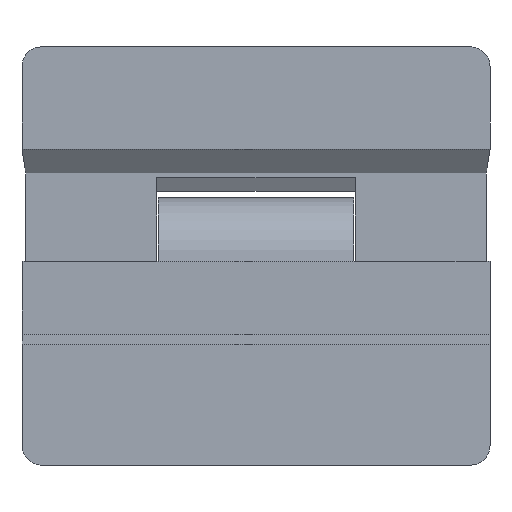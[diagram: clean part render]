
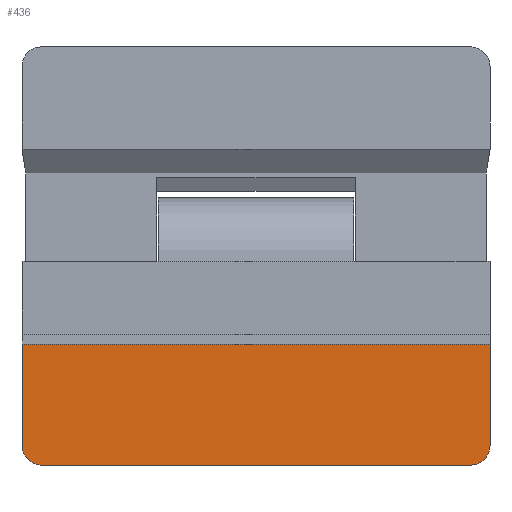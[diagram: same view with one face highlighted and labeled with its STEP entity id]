
A CAD part, front view. The second image highlights one B-rep face of the part: STEP entity #436.
In plain terms, the highlighted planar face has unit normal (0, -1, 0).
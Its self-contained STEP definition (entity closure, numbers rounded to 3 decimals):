
#65 = VERTEX_POINT ( 'NONE', #2480 ) ;
#425 = EDGE_CURVE ( 'NONE', #426, #427, #1653, .T. ) ;
#426 = VERTEX_POINT ( 'NONE', #1645 ) ;
#427 = VERTEX_POINT ( 'NONE', #1644 ) ;
#436 = ADVANCED_FACE ( 'NONE', ( #1722 ), #1731, .F. ) ;
#437 = EDGE_LOOP ( 'NONE', ( #438, #441, #483, #486, #446, #448 ) ) ;
#438 = ORIENTED_EDGE ( 'NONE', *, *, #439, .T. ) ;
#439 = EDGE_CURVE ( 'NONE', #427, #440, #1707, .T. ) ;
#440 = VERTEX_POINT ( 'NONE', #1740 ) ;
#441 = ORIENTED_EDGE ( 'NONE', *, *, #442, .T. ) ;
#442 = EDGE_CURVE ( 'NONE', #440, #65, #1692, .T. ) ;
#446 = ORIENTED_EDGE ( 'NONE', *, *, #447, .F. ) ;
#447 = EDGE_CURVE ( 'NONE', #426, #488, #1727, .T. ) ;
#448 = ORIENTED_EDGE ( 'NONE', *, *, #425, .T. ) ;
#483 = ORIENTED_EDGE ( 'NONE', *, *, #484, .F. ) ;
#484 = EDGE_CURVE ( 'NONE', #485, #65, #1842, .T. ) ;
#485 = VERTEX_POINT ( 'NONE', #1838 ) ;
#486 = ORIENTED_EDGE ( 'NONE', *, *, #487, .T. ) ;
#487 = EDGE_CURVE ( 'NONE', #485, #488, #1836, .T. ) ;
#488 = VERTEX_POINT ( 'NONE', #1837 ) ;
#1644 = CARTESIAN_POINT ( 'NONE',  ( -24., 4.7, -8.5 ) ) ;
#1645 = CARTESIAN_POINT ( 'NONE',  ( 24., 4.7, -8.5 ) ) ;
#1646 = DIRECTION ( 'NONE',  ( -1., 0., 0. ) ) ;
#1647 = VECTOR ( 'NONE', #1646, 1000. ) ;
#1648 = CARTESIAN_POINT ( 'NONE',  ( 38.111, 4.7, -8.5 ) ) ;
#1653 = LINE ( 'NONE', #1648, #1647 ) ;
#1692 =( BOUNDED_CURVE ( )  B_SPLINE_CURVE ( 3, ( #1720, #1719, #1718, #1717 ),
 .UNSPECIFIED., .F., .F. ) 
 B_SPLINE_CURVE_WITH_KNOTS ( ( 4, 4 ),
 ( 1.571, 3.142 ),
 .UNSPECIFIED. ) 
 CURVE ( )  GEOMETRIC_REPRESENTATION_ITEM ( )  RATIONAL_B_SPLINE_CURVE ( ( 1., 0.805, 0.805, 1. ) ) 
 REPRESENTATION_ITEM ( '' )  );
#1706 = CARTESIAN_POINT ( 'NONE',  ( -24., 4.7, -8.5 ) ) ;
#1707 = LINE ( 'NONE', #1706, #1742 ) ;
#1708 = DIRECTION ( 'NONE',  ( 0., 0., 1. ) ) ;
#1709 = DIRECTION ( 'NONE',  ( 0., 1., 0. ) ) ;
#1710 = CARTESIAN_POINT ( 'NONE',  ( 38.111, 4.7, -8.5 ) ) ;
#1717 = CARTESIAN_POINT ( 'NONE',  ( -22., 4.7, -20.9 ) ) ;
#1718 = CARTESIAN_POINT ( 'NONE',  ( -23.172, 4.7, -20.9 ) ) ;
#1719 = CARTESIAN_POINT ( 'NONE',  ( -24., 4.7, -20.059 ) ) ;
#1720 = CARTESIAN_POINT ( 'NONE',  ( -24., 4.7, -18.869 ) ) ;
#1722 = FACE_OUTER_BOUND ( 'NONE', #437, .T. ) ;
#1727 = LINE ( 'NONE', #1746, #1745 ) ;
#1730 = AXIS2_PLACEMENT_3D ( 'NONE', #1710, #1709, #1708 ) ;
#1731 = PLANE ( 'NONE',  #1730 ) ;
#1740 = CARTESIAN_POINT ( 'NONE',  ( -24., 4.7, -18.869 ) ) ;
#1741 = DIRECTION ( 'NONE',  ( 0., 0., -1. ) ) ;
#1742 = VECTOR ( 'NONE', #1741, 1000. ) ;
#1744 = DIRECTION ( 'NONE',  ( 0., 0., -1. ) ) ;
#1745 = VECTOR ( 'NONE', #1744, 1000. ) ;
#1746 = CARTESIAN_POINT ( 'NONE',  ( 24., 4.7, -8.5 ) ) ;
#1786 = CARTESIAN_POINT ( 'NONE',  ( 24., 4.7, -18.869 ) ) ;
#1787 = CARTESIAN_POINT ( 'NONE',  ( 24., 4.7, -20.059 ) ) ;
#1788 = CARTESIAN_POINT ( 'NONE',  ( 23.172, 4.7, -20.9 ) ) ;
#1789 = CARTESIAN_POINT ( 'NONE',  ( 22., 4.7, -20.9 ) ) ;
#1836 =( BOUNDED_CURVE ( )  B_SPLINE_CURVE ( 3, ( #1789, #1788, #1787, #1786 ),
 .UNSPECIFIED., .F., .T. ) 
 B_SPLINE_CURVE_WITH_KNOTS ( ( 4, 4 ),
 ( 0., 1.571 ),
 .UNSPECIFIED. ) 
 CURVE ( )  GEOMETRIC_REPRESENTATION_ITEM ( )  RATIONAL_B_SPLINE_CURVE ( ( 1., 0.805, 0.805, 1. ) ) 
 REPRESENTATION_ITEM ( '' )  );
#1837 = CARTESIAN_POINT ( 'NONE',  ( 24., 4.7, -18.869 ) ) ;
#1838 = CARTESIAN_POINT ( 'NONE',  ( 22., 4.7, -20.9 ) ) ;
#1839 = DIRECTION ( 'NONE',  ( -1., 0., 0. ) ) ;
#1840 = VECTOR ( 'NONE', #1839, 1000. ) ;
#1841 = CARTESIAN_POINT ( 'NONE',  ( 38.111, 4.7, -20.9 ) ) ;
#1842 = LINE ( 'NONE', #1841, #1840 ) ;
#2480 = CARTESIAN_POINT ( 'NONE',  ( -22., 4.7, -20.9 ) ) ;
